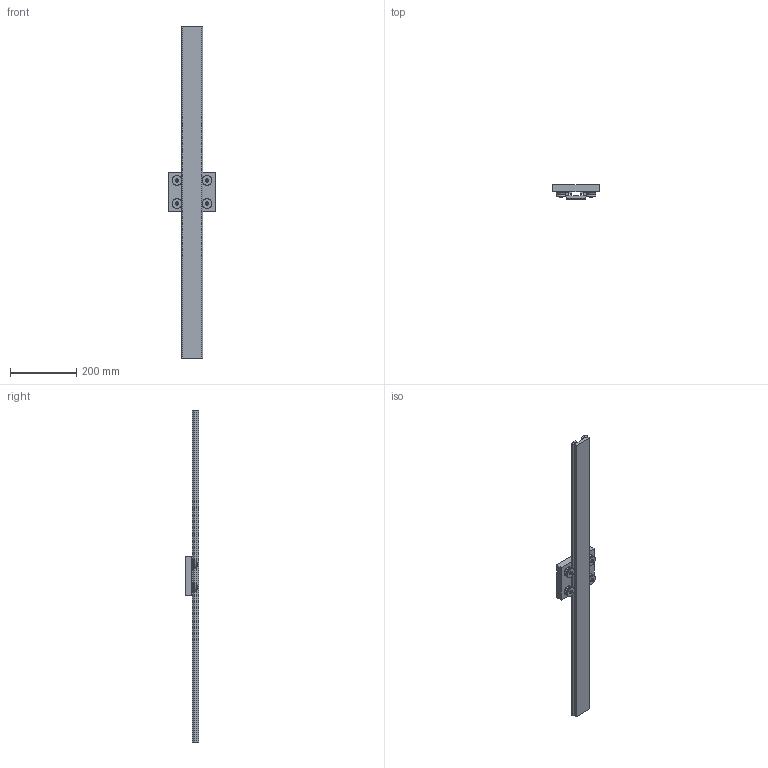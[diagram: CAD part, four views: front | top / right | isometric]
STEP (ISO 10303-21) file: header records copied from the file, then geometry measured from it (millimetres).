
FILE_DESCRIPTION(('STEP AP214'),'1');
FILE_NAME('ad208r__l_1000.stp','2022-04-06T09:01:58',('TraceParts'),('TraceParts S.A.'),'Spatial InterOp 3D',' ',' ');
FILE_SCHEMA(('AUTOMOTIVE_DESIGN { 1 0 10303 214 1 1 1 1 }'));
Length unit declared in the file: millimetre
Products named in the file (1): ad208r__l_1000_1
Bounding box: 140 x 42 x 1000 mm (x, y, z)
Volume: 1252594.7 mm3; surface area: 353301.2 mm2
Topology: 16 solids, 16 shells, 393 faces, 867 edges, 538 vertices
Faces by surface type: plane 205, cylinder 100, cone 72, torus 16
Entity records: 11201 total; most frequent: DIRECTION 1957, CARTESIAN_POINT 1910, ORIENTED_EDGE 1734, EDGE_CURVE 867, AXIS2_PLACEMENT_3D 729, VERTEX_POINT 538, LINE 499, VECTOR 499
